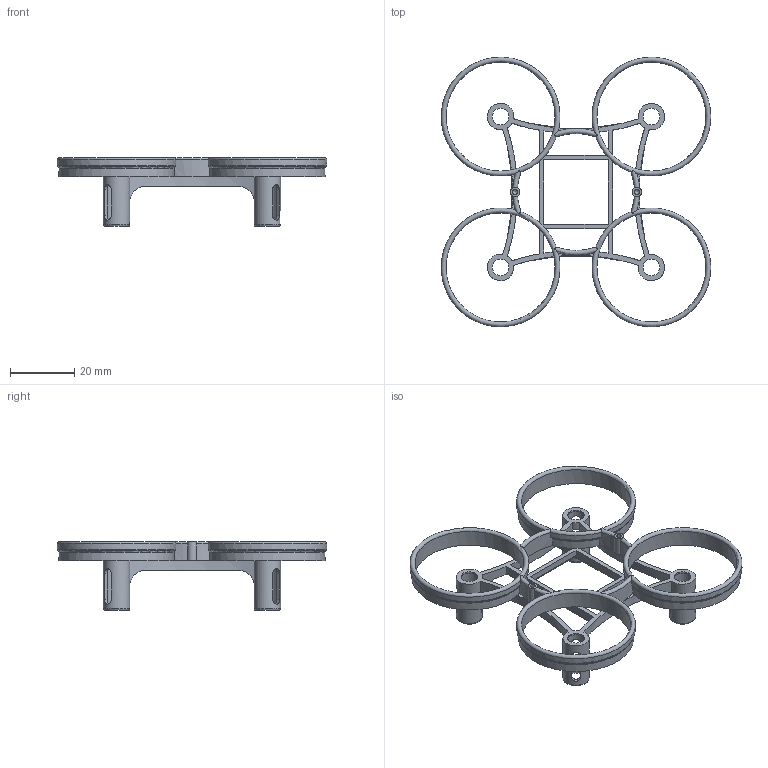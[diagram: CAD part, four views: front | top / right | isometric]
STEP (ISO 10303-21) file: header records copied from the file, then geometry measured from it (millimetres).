
FILE_DESCRIPTION(/* description */ (''),/* implementation_level */ '2;1');
FILE_NAME(/* name */ 'Ashu_Drone.step',/* time_stamp */ '2025-09-18T04:13:00+05:30',/* author */ (''),/* organization */ (''),/* preprocessor_version */ 'ST-DEVELOPER v20.1',/* originating_system */ 'Autodesk Translation Framework v14.17.0.0',/* authorisation */ '');
FILE_SCHEMA (('AUTOMOTIVE_DESIGN { 1 0 10303 214 3 1 1 }'));
Length unit declared in the file: millimetre
Products named in the file (2): Drone; chassis
Assembly tree (1 placements, depth 2):
  Drone
    chassis
Bounding box: 83.99 x 83.98 x 21.5 mm (x, y, z)
Volume: 6091.7 mm3; surface area: 11892.3 mm2
Topology: 1 solids, 1 shells, 325 faces, 973 edges, 623 vertices
Faces by surface type: plane 102, cylinder 99, bspline 84, torus 38, cone 2
Full cylindrical faces by diameter (mm): 1.5 x2, 5.2 x4, 6.2 x4, 8.2 x4, 34 x4
Entity records: 14117 total; most frequent: CARTESIAN_POINT 5830, ORIENTED_EDGE 1942, DIRECTION 1448, EDGE_CURVE 971, VERTEX_POINT 623, AXIS2_PLACEMENT_3D 538, LINE 372, VECTOR 372
